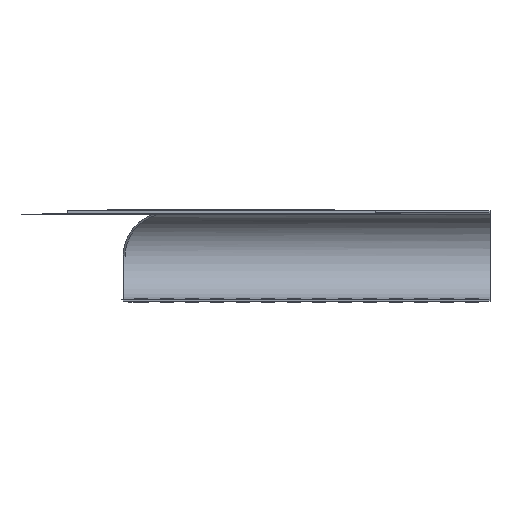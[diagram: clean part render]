
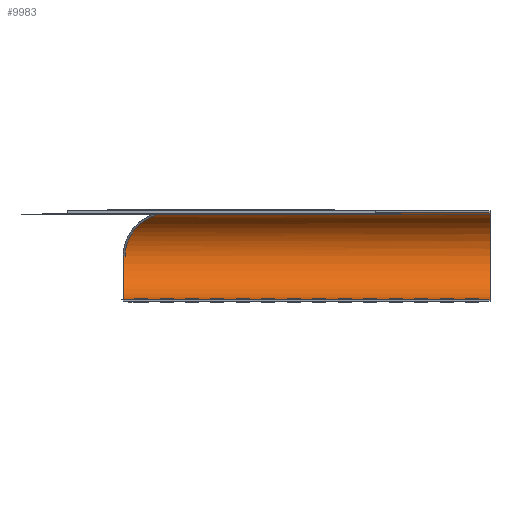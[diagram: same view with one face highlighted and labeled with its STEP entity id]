
A CAD part, left-side view. The second image highlights one B-rep face of the part: STEP entity #9983.
In plain terms, the highlighted cylindrical face has radius 1.069 mm (diameter 2.138 mm), a partial arc.
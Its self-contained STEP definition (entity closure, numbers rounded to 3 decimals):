
#78=ELLIPSE('',#10443,1.556,1.069);
#80=CYLINDRICAL_SURFACE('',#10442,1.069);
#81=CIRCLE('',#10435,1.069);
#84=CIRCLE('',#10444,1.069);
#782=ORIENTED_EDGE('',*,*,#2817,.F.);
#783=ORIENTED_EDGE('',*,*,#2818,.F.);
#784=ORIENTED_EDGE('',*,*,#2819,.T.);
#785=ORIENTED_EDGE('',*,*,#2685,.T.);
#786=ORIENTED_EDGE('',*,*,#2713,.F.);
#787=ORIENTED_EDGE('',*,*,#2724,.F.);
#2685=EDGE_CURVE('',#3704,#3715,#4394,.T.);
#2713=EDGE_CURVE('',#3739,#3715,#81,.T.);
#2724=EDGE_CURVE('',#3747,#3739,#4431,.T.);
#2817=EDGE_CURVE('',#3837,#3747,#78,.T.);
#2818=EDGE_CURVE('',#3838,#3837,#4493,.T.);
#2819=EDGE_CURVE('',#3838,#3704,#84,.T.);
#3704=VERTEX_POINT('',#12513);
#3715=VERTEX_POINT('',#12541);
#3739=VERTEX_POINT('',#12599);
#3747=VERTEX_POINT('',#12619);
#3837=VERTEX_POINT('',#12835);
#3838=VERTEX_POINT('',#12837);
#4394=LINE('',#12542,#5048);
#4431=LINE('',#12620,#5085);
#4493=LINE('',#12836,#5147);
#5048=VECTOR('',#10938,1000.);
#5085=VECTOR('',#10993,1000.);
#5147=VECTOR('',#11067,1000.);
#5663=EDGE_LOOP('',(#782,#783,#784,#785,#786,#787));
#6143=FACE_BOUND('',#5663,.T.);
#9983=ADVANCED_FACE('',(#6143),#80,.F.);
#10435=AXIS2_PLACEMENT_3D('',#12600,#10978,#10979);
#10442=AXIS2_PLACEMENT_3D('',#12833,#11063,#11064);
#10443=AXIS2_PLACEMENT_3D('',#12834,#11065,#11066);
#10444=AXIS2_PLACEMENT_3D('',#12838,#11068,#11069);
#10938=DIRECTION('',(0.,-1.,0.));
#10978=DIRECTION('',(0.,1.,0.));
#10979=DIRECTION('',(-1.,0.,0.));
#10993=DIRECTION('',(0.,-1.,0.));
#11063=DIRECTION('',(0.,-1.,0.));
#11064=DIRECTION('',(0.,0.,-1.));
#11065=DIRECTION('',(0.726,-0.687,0.));
#11066=DIRECTION('',(-0.687,-0.726,0.));
#11067=DIRECTION('',(0.,-1.,0.));
#11068=DIRECTION('',(0.,1.,0.));
#11069=DIRECTION('',(-1.,0.,0.));
#12513=CARTESIAN_POINT('',(20.135,2.414,-1.707));
#12541=CARTESIAN_POINT('',(20.135,-6.603,-1.707));
#12542=CARTESIAN_POINT('',(20.135,3.792,-1.707));
#12599=CARTESIAN_POINT('',(20.135,-6.603,0.432));
#12600=CARTESIAN_POINT('',(20.135,-6.603,-0.637));
#12619=CARTESIAN_POINT('',(20.135,1.236,0.432));
#12620=CARTESIAN_POINT('',(20.135,3.792,0.432));
#12833=CARTESIAN_POINT('',(20.135,3.792,-0.637));
#12834=CARTESIAN_POINT('',(20.135,1.236,-0.637));
#12835=CARTESIAN_POINT('',(21.204,2.366,-0.637));
#12836=CARTESIAN_POINT('',(21.204,3.792,-0.637));
#12837=CARTESIAN_POINT('',(21.204,2.414,-0.637));
#12838=CARTESIAN_POINT('',(20.135,2.414,-0.637));
